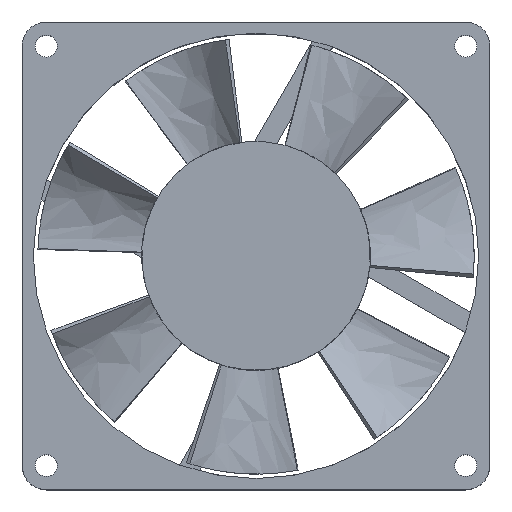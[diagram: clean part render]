
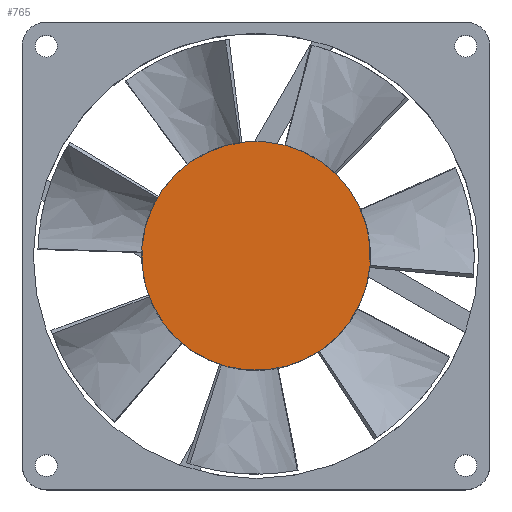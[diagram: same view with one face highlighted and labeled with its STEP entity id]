
A CAD part, top view. The second image highlights one B-rep face of the part: STEP entity #765.
In plain terms, the highlighted face is planar.
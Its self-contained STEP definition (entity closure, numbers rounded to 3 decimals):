
#449 = VERTEX_POINT ( 'NONE', #1620 ) ;
#510 = EDGE_CURVE ( 'NONE', #528, #449, #1911, .T. ) ;
#528 = VERTEX_POINT ( 'NONE', #1834 ) ;
#736 = EDGE_CURVE ( 'NONE', #449, #528, #2510, .T. ) ;
#765 = ADVANCED_FACE ( 'NONE', ( #2614 ), #2611, .F. ) ;
#766 = EDGE_LOOP ( 'NONE', ( #767, #816 ) ) ;
#767 = ORIENTED_EDGE ( 'NONE', *, *, #510, .T. ) ;
#816 = ORIENTED_EDGE ( 'NONE', *, *, #736, .T. ) ;
#1620 = CARTESIAN_POINT ( 'NONE',  ( -25., 22.5, 0. ) ) ;
#1811 = DIRECTION ( 'NONE',  ( 0., -1., 0. ) ) ;
#1834 = CARTESIAN_POINT ( 'NONE',  ( -25., -22.5, 0. ) ) ;
#1908 = DIRECTION ( 'NONE',  ( -1., 0., 0. ) ) ;
#1909 = CARTESIAN_POINT ( 'NONE',  ( -25., 0., 0. ) ) ;
#1910 = AXIS2_PLACEMENT_3D ( 'NONE', #1909, #1908, #1811 ) ;
#1911 = CIRCLE ( 'NONE', #1910, 22.5 ) ;
#2506 = DIRECTION ( 'NONE',  ( -1., 0., 0. ) ) ;
#2507 = CARTESIAN_POINT ( 'NONE',  ( -25., 0., 0. ) ) ;
#2508 = AXIS2_PLACEMENT_3D ( 'NONE', #2507, #2506, #2561 ) ;
#2510 = CIRCLE ( 'NONE', #2508, 22.5 ) ;
#2561 = DIRECTION ( 'NONE',  ( 0., -1., 0. ) ) ;
#2606 = DIRECTION ( 'NONE',  ( 0., 1., 0. ) ) ;
#2607 = DIRECTION ( 'NONE',  ( 1., 0., 0. ) ) ;
#2608 = AXIS2_PLACEMENT_3D ( 'NONE', #2610, #2607, #2606 ) ;
#2610 = CARTESIAN_POINT ( 'NONE',  ( -25., 0., 0. ) ) ;
#2611 = PLANE ( 'NONE',  #2608 ) ;
#2614 = FACE_OUTER_BOUND ( 'NONE', #766, .T. ) ;
